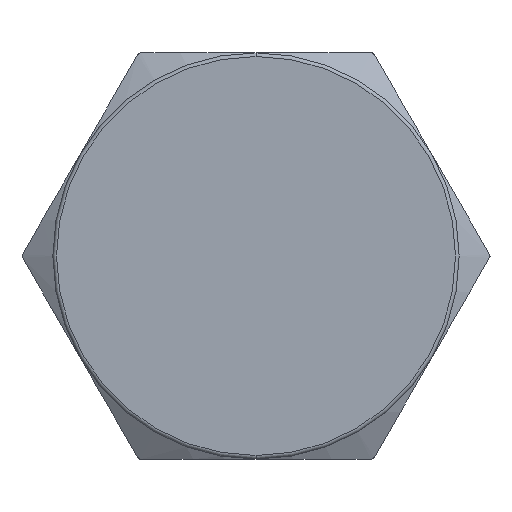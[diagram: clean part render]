
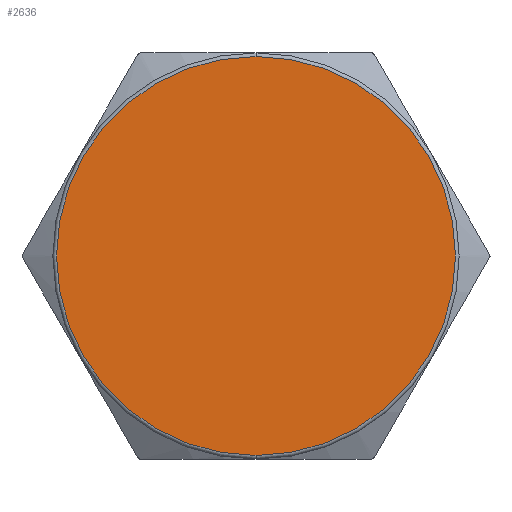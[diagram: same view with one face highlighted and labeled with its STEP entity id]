
A CAD part, left-side view. The second image highlights one B-rep face of the part: STEP entity #2636.
In plain terms, the highlighted planar face has unit normal (-1, 0, 0).
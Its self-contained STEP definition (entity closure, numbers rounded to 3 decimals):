
#541=CARTESIAN_POINT('',(-1.5,0.,0.));
#542=DIRECTION('',(-1.,0.,0.));
#543=DIRECTION('',(0.,0.,1.));
#544=AXIS2_PLACEMENT_3D('',#541,#542,#543);
#546=CARTESIAN_POINT('',(-1.5,0.,0.));
#547=DIRECTION('',(-1.,0.,0.));
#548=DIRECTION('',(0.,0.,-1.));
#549=AXIS2_PLACEMENT_3D('',#546,#547,#548);
#2171=CARTESIAN_POINT('',(-1.5,0.,10.9));
#2172=CARTESIAN_POINT('',(-1.5,0.,-10.9));
#2173=VERTEX_POINT('',#2171);
#2174=VERTEX_POINT('',#2172);
#2626=CARTESIAN_POINT('',(-1.5,0.,0.));
#2627=DIRECTION('',(1.,0.,0.));
#2628=DIRECTION('',(0.,1.,0.));
#2629=AXIS2_PLACEMENT_3D('',#2626,#2627,#2628);
#2630=PLANE('',#2629);
#2632=ORIENTED_EDGE('',*,*,#2631,.F.);
#2633=ORIENTED_EDGE('',*,*,#2616,.F.);
#2634=EDGE_LOOP('',(#2632,#2633));
#2635=FACE_OUTER_BOUND('',#2634,.F.);
#545=CIRCLE('',#544,10.9);
#550=CIRCLE('',#549,10.9);
#2616=EDGE_CURVE('',#2174,#2173,#550,.T.);
#2631=EDGE_CURVE('',#2173,#2174,#545,.T.);
#2636=ADVANCED_FACE('',(#2635),#2630,.F.);
